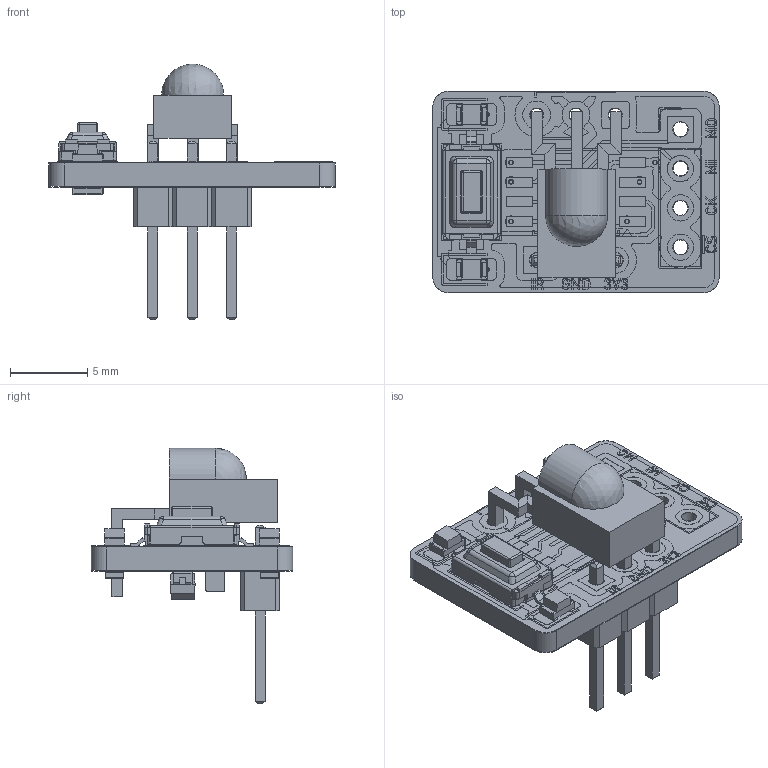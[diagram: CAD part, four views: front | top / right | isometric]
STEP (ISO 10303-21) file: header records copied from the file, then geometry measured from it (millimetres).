
FILE_DESCRIPTION(('KiCad electronic assembly'),'2;1');
FILE_NAME('START_MODULE.step','2025-03-05T20:43:04',('Pcbnew'),('Kicad') ,'Open CASCADE STEP processor 7.8','KiCad to STEP converter','Unknown' );
FILE_SCHEMA(('AUTOMOTIVE_DESIGN { 1 0 10303 214 1 1 1 1 }'));
Length unit declared in the file: millimetre
Products named in the file (14): START_MODULE 1; SW_Tactile_SPST_NO_Straight_CK_PTS636Sx25SMTRLFS; LED_0805_2012Metric; TSOP382; SOLID; COMPOUND; R_0805_2012Metric; CP_EIA-3216-18_Kemet-A; C_0805_2012Metric; PinHeader_1x03_P2.54mm_Vertical; START_MODULE_copper; START_MODULE_silkscreen; START_MODULE_soldermask; START_MODULE_PCB
Assembly tree (16 placements, depth 3):
  START_MODULE 1
    SW_Tactile_SPST_NO_Straight_CK_PTS636Sx25SMTRLFS
    LED_0805_2012Metric  x2
    TSOP382
      SOLID
      COMPOUND
    R_0805_2012Metric  x3
    CP_EIA-3216-18_Kemet-A
    C_0805_2012Metric
    PinHeader_1x03_P2.54mm_Vertical
    START_MODULE_copper
    START_MODULE_silkscreen
    START_MODULE_soldermask
    START_MODULE_PCB
Bounding box: 18.5 x 13 x 16.52 mm (x, y, z)
Volume: 611.7 mm3; surface area: 2257 mm2
Topology: 25 solids, 69 shells, 1811 faces, 5632 edges, 3993 vertices
Faces by surface type: plane 1379, cylinder 402, bspline 21, sphere 9
Full cylindrical faces by diameter (mm): 0.25 x11, 0.3 x22, 0.85 x3, 0.9 x6, 0.95 x7, 1 x14, 1.7 x10, 1.8 x4
Entity records: 65101 total; most frequent: CARTESIAN_POINT 12351, ORIENTED_EDGE 9889, DIRECTION 9725, EDGE_CURVE 5335, LINE 4263, VECTOR 4263, VERTEX_POINT 3772, AXIS2_PLACEMENT_3D 2731
